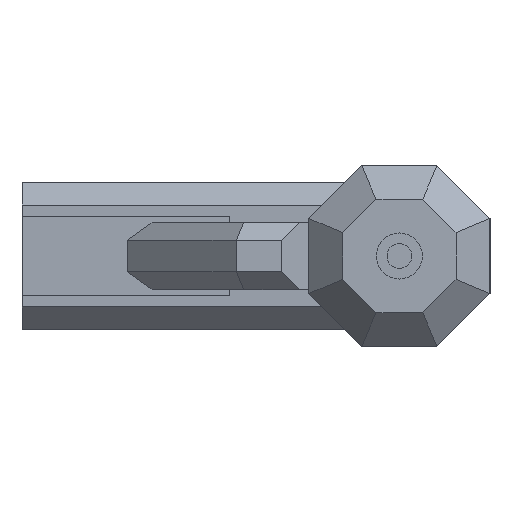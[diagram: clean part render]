
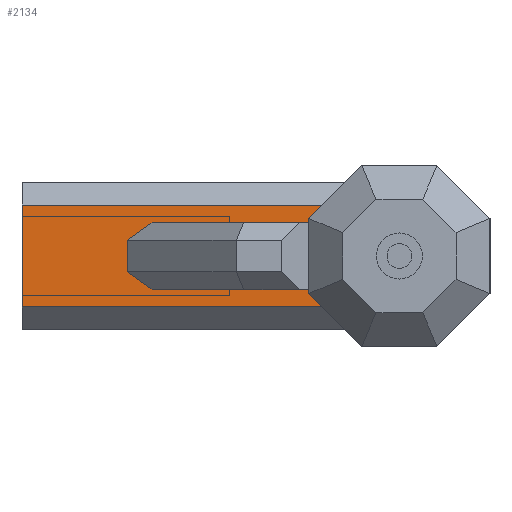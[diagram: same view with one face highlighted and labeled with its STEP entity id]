
A CAD part, left-side view. The second image highlights one B-rep face of the part: STEP entity #2134.
In plain terms, the highlighted planar face has unit normal (-1, 0, 0).
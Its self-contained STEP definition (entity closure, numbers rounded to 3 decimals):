
#70 = CARTESIAN_POINT ( 'NONE',  ( -10., 16.65, 2.25 ) ) ;
#91 = CARTESIAN_POINT ( 'NONE',  ( -10., 4., 1.5 ) ) ;
#109 = VERTEX_POINT ( 'NONE', #220 ) ;
#122 = CARTESIAN_POINT ( 'NONE',  ( -10., 11.333, -1.171 ) ) ;
#125 = DIRECTION ( 'NONE',  ( 0., -1., 0. ) ) ;
#149 = DIRECTION ( 'NONE',  ( 0., 0., 1. ) ) ;
#152 = EDGE_LOOP ( 'NONE', ( #3016, #1083, #751, #1407, #1857, #2853, #2371, #1508, #2636, #565, #1496, #931 ) ) ;
#165 = EDGE_CURVE ( 'NONE', #701, #1019, #2186, .T. ) ;
#209 = CARTESIAN_POINT ( 'NONE',  ( -10., 0., 1.5 ) ) ;
#211 = LINE ( 'NONE', #1138, #2782 ) ;
#220 = CARTESIAN_POINT ( 'NONE',  ( -10., 3.407, 2.25 ) ) ;
#221 = EDGE_CURVE ( 'NONE', #981, #1844, #2471, .T. ) ;
#295 = LINE ( 'NONE', #70, #641 ) ;
#342 = DIRECTION ( 'NONE',  ( 0., -1., 0. ) ) ;
#393 = VECTOR ( 'NONE', #149, 1000. ) ;
#483 = CARTESIAN_POINT ( 'NONE',  ( -10., 10.869, -1.5 ) ) ;
#488 = VECTOR ( 'NONE', #1041, 1000. ) ;
#507 = LINE ( 'NONE', #2583, #2339 ) ;
#517 = VERTEX_POINT ( 'NONE', #483 ) ;
#524 = EDGE_CURVE ( 'NONE', #517, #874, #2661, .T. ) ;
#565 = ORIENTED_EDGE ( 'NONE', *, *, #1806, .T. ) ;
#577 = CARTESIAN_POINT ( 'NONE',  ( -10., 4., 0. ) ) ;
#610 = DIRECTION ( 'NONE',  ( 0., 0., -1. ) ) ;
#641 = VECTOR ( 'NONE', #342, 1000. ) ;
#678 = VECTOR ( 'NONE', #2017, 1000. ) ;
#701 = VERTEX_POINT ( 'NONE', #1570 ) ;
#715 = VERTEX_POINT ( 'NONE', #1100 ) ;
#751 = ORIENTED_EDGE ( 'NONE', *, *, #165, .T. ) ;
#792 = CARTESIAN_POINT ( 'NONE',  ( -10., 4., 0. ) ) ;
#795 = LINE ( 'NONE', #1372, #3031 ) ;
#825 = VECTOR ( 'NONE', #1135, 1000. ) ;
#842 = CARTESIAN_POINT ( 'NONE',  ( -10., 3.407, -2.25 ) ) ;
#845 = DIRECTION ( 'NONE',  ( -1., 0., 0. ) ) ;
#853 = EDGE_CURVE ( 'NONE', #2140, #109, #211, .T. ) ;
#874 = VERTEX_POINT ( 'NONE', #1182 ) ;
#931 = ORIENTED_EDGE ( 'NONE', *, *, #1035, .T. ) ;
#964 = EDGE_CURVE ( 'NONE', #1489, #701, #1102, .T. ) ;
#981 = VERTEX_POINT ( 'NONE', #1505 ) ;
#999 = FACE_OUTER_BOUND ( 'NONE', #152, .T. ) ;
#1017 = LINE ( 'NONE', #792, #488 ) ;
#1019 = VERTEX_POINT ( 'NONE', #91 ) ;
#1035 = EDGE_CURVE ( 'NONE', #517, #715, #1992, .T. ) ;
#1041 = DIRECTION ( 'NONE',  ( 0., 0., 1. ) ) ;
#1074 = VECTOR ( 'NONE', #1426, 1000. ) ;
#1083 = ORIENTED_EDGE ( 'NONE', *, *, #964, .T. ) ;
#1100 = CARTESIAN_POINT ( 'NONE',  ( -10., 12., -0.7 ) ) ;
#1102 = LINE ( 'NONE', #1248, #1162 ) ;
#1135 = DIRECTION ( 'NONE',  ( 0., -1., 0. ) ) ;
#1138 = CARTESIAN_POINT ( 'NONE',  ( -10., 11.153, -5.497 ) ) ;
#1162 = VECTOR ( 'NONE', #1971, 1000. ) ;
#1182 = CARTESIAN_POINT ( 'NONE',  ( -10., 4., -1.5 ) ) ;
#1248 = CARTESIAN_POINT ( 'NONE',  ( -10., 10.579, 1.705 ) ) ;
#1372 = CARTESIAN_POINT ( 'NONE',  ( -10., 12., 1.5 ) ) ;
#1407 = ORIENTED_EDGE ( 'NONE', *, *, #1894, .T. ) ;
#1426 = DIRECTION ( 'NONE',  ( 0., -1., 0. ) ) ;
#1489 = VERTEX_POINT ( 'NONE', #2199 ) ;
#1496 = ORIENTED_EDGE ( 'NONE', *, *, #524, .F. ) ;
#1505 = CARTESIAN_POINT ( 'NONE',  ( -10., 16.65, 2.25 ) ) ;
#1508 = ORIENTED_EDGE ( 'NONE', *, *, #2573, .T. ) ;
#1558 = DIRECTION ( 'NONE',  ( 0., 0., 1. ) ) ;
#1570 = CARTESIAN_POINT ( 'NONE',  ( -10., 10.869, 1.5 ) ) ;
#1678 = VECTOR ( 'NONE', #125, 1000. ) ;
#1806 = EDGE_CURVE ( 'NONE', #2994, #874, #1017, .T. ) ;
#1844 = VERTEX_POINT ( 'NONE', #2910 ) ;
#1857 = ORIENTED_EDGE ( 'NONE', *, *, #853, .T. ) ;
#1862 = VECTOR ( 'NONE', #2962, 1000. ) ;
#1894 = EDGE_CURVE ( 'NONE', #1019, #2140, #3020, .T. ) ;
#1950 = PLANE ( 'NONE',  #2734 ) ;
#1971 = DIRECTION ( 'NONE',  ( 0., -0.816, 0.577 ) ) ;
#1992 = LINE ( 'NONE', #122, #1862 ) ;
#2017 = DIRECTION ( 'NONE',  ( 0., 0., -1. ) ) ;
#2044 = LINE ( 'NONE', #2251, #1678 ) ;
#2134 = ADVANCED_FACE ( 'NONE', ( #999 ), #1950, .T. ) ;
#2140 = VERTEX_POINT ( 'NONE', #2518 ) ;
#2141 = CARTESIAN_POINT ( 'NONE',  ( -10., 4., -1.657 ) ) ;
#2186 = LINE ( 'NONE', #209, #825 ) ;
#2199 = CARTESIAN_POINT ( 'NONE',  ( -10., 12., 0.7 ) ) ;
#2251 = CARTESIAN_POINT ( 'NONE',  ( -10., 16.65, -2.25 ) ) ;
#2278 = DIRECTION ( 'NONE',  ( 0., -0.707, 0.707 ) ) ;
#2339 = VECTOR ( 'NONE', #2834, 1000. ) ;
#2369 = CARTESIAN_POINT ( 'NONE',  ( -10., 0., -1.5 ) ) ;
#2371 = ORIENTED_EDGE ( 'NONE', *, *, #221, .T. ) ;
#2471 = LINE ( 'NONE', #2491, #678 ) ;
#2491 = CARTESIAN_POINT ( 'NONE',  ( -10., 16.65, 0. ) ) ;
#2518 = CARTESIAN_POINT ( 'NONE',  ( -10., 4., 1.657 ) ) ;
#2540 = EDGE_CURVE ( 'NONE', #1489, #715, #795, .T. ) ;
#2573 = EDGE_CURVE ( 'NONE', #1844, #2867, #2044, .T. ) ;
#2583 = CARTESIAN_POINT ( 'NONE',  ( -10., 11.153, 5.497 ) ) ;
#2636 = ORIENTED_EDGE ( 'NONE', *, *, #2664, .T. ) ;
#2661 = LINE ( 'NONE', #2369, #1074 ) ;
#2664 = EDGE_CURVE ( 'NONE', #2867, #2994, #507, .T. ) ;
#2734 = AXIS2_PLACEMENT_3D ( 'NONE', #2907, #845, #1558 ) ;
#2782 = VECTOR ( 'NONE', #2278, 1000. ) ;
#2791 = EDGE_CURVE ( 'NONE', #981, #109, #295, .T. ) ;
#2834 = DIRECTION ( 'NONE',  ( 0., 0.707, 0.707 ) ) ;
#2853 = ORIENTED_EDGE ( 'NONE', *, *, #2791, .F. ) ;
#2867 = VERTEX_POINT ( 'NONE', #842 ) ;
#2907 = CARTESIAN_POINT ( 'NONE',  ( -10., 16.65, 0. ) ) ;
#2910 = CARTESIAN_POINT ( 'NONE',  ( -10., 16.65, -2.25 ) ) ;
#2962 = DIRECTION ( 'NONE',  ( 0., 0.816, 0.577 ) ) ;
#2994 = VERTEX_POINT ( 'NONE', #2141 ) ;
#3016 = ORIENTED_EDGE ( 'NONE', *, *, #2540, .F. ) ;
#3020 = LINE ( 'NONE', #577, #393 ) ;
#3031 = VECTOR ( 'NONE', #610, 1000. ) ;
